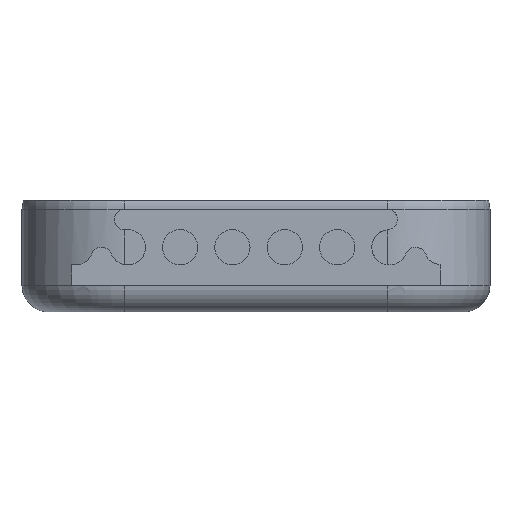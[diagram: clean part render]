
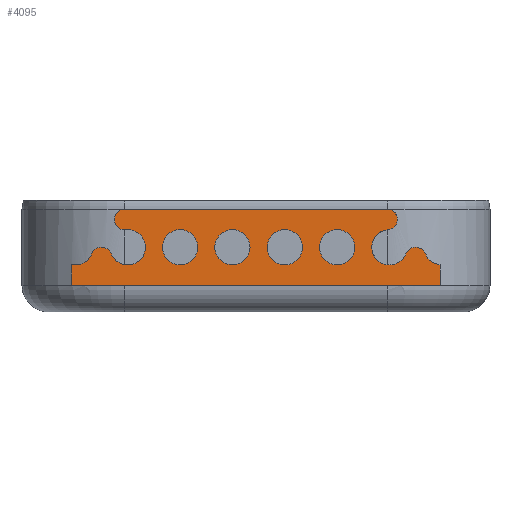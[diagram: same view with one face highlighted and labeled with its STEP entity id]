
A CAD part, front view. The second image highlights one B-rep face of the part: STEP entity #4095.
In plain terms, the highlighted planar face has unit normal (0, -1, 0).
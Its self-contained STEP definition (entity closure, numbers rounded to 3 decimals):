
#1539=CARTESIAN_POINT('',(53.322,-17.9,-0.897));
#1540=VERTEX_POINT('',#1539);
#1557=CARTESIAN_POINT('',(53.322,-17.9,-1.6));
#1558=VERTEX_POINT('',#1557);
#1559=CARTESIAN_POINT('',(53.322,-17.9,-1.6));
#1560=DIRECTION('',(-0.,-0.,1.));
#1561=VECTOR('',#1560,0.703);
#1562=LINE('',#1559,#1561);
#1563=EDGE_CURVE('',#1558,#1540,#1562,.T.);
#1674=CARTESIAN_POINT('',(40.787,-17.9,-1.6));
#1675=VERTEX_POINT('',#1674);
#1683=CARTESIAN_POINT('',(40.787,-17.9,-0.888));
#1684=VERTEX_POINT('',#1683);
#1685=CARTESIAN_POINT('',(40.787,-17.9,-0.888));
#1686=DIRECTION('',(0.,0.,-1.));
#1687=VECTOR('',#1686,0.712);
#1688=LINE('',#1685,#1687);
#1689=EDGE_CURVE('',#1684,#1675,#1688,.T.);
#3870=CARTESIAN_POINT('',(0.,-17.9,0.));
#3871=DIRECTION('',(0.,1.,0.));
#3872=DIRECTION('',(1.,0.,0.));
#3873=AXIS2_PLACEMENT_3D('',#3870,#3871,#3872);
#3874=PLANE('',#3873);
#3875=ORIENTED_EDGE('',*,*,#1563,.T.);
#3876=CARTESIAN_POINT('',(52.824,-17.9,-0.521));
#3877=VERTEX_POINT('',#3876);
#3878=CARTESIAN_POINT('',(53.382,-17.9,-0.3));
#3879=DIRECTION('',(0.,-1.,0.));
#3880=DIRECTION('',(0.,0.,-1.));
#3881=AXIS2_PLACEMENT_3D('',#3878,#3879,#3880);
#3882=CIRCLE('',#3881,0.6);
#3883=EDGE_CURVE('',#3877,#1540,#3882,.T.);
#3884=ORIENTED_EDGE('',*,*,#3883,.F.);
#3885=CARTESIAN_POINT('',(52.499,-17.9,-0.3));
#3886=VERTEX_POINT('',#3885);
#3887=CARTESIAN_POINT('',(52.499,-17.9,-0.65));
#3888=DIRECTION('',(0.,1.,0.));
#3889=DIRECTION('',(0.,-0.,1.));
#3890=AXIS2_PLACEMENT_3D('',#3887,#3888,#3889);
#3891=CIRCLE('',#3890,0.35);
#3892=EDGE_CURVE('',#3886,#3877,#3891,.T.);
#3893=ORIENTED_EDGE('',*,*,#3892,.F.);
#3894=CARTESIAN_POINT('',(52.482,-17.9,-0.3));
#3895=VERTEX_POINT('',#3894);
#3896=CARTESIAN_POINT('',(52.482,-17.9,-0.3));
#3897=DIRECTION('',(1.,0.,-0.));
#3898=VECTOR('',#3897,0.016);
#3899=LINE('',#3896,#3898);
#3900=EDGE_CURVE('',#3895,#3886,#3899,.T.);
#3901=ORIENTED_EDGE('',*,*,#3900,.F.);
#3902=CARTESIAN_POINT('',(52.157,-17.9,-0.521));
#3903=VERTEX_POINT('',#3902);
#3904=CARTESIAN_POINT('',(52.482,-17.9,-0.65));
#3905=DIRECTION('',(0.,1.,0.));
#3906=DIRECTION('',(0.,-0.,1.));
#3907=AXIS2_PLACEMENT_3D('',#3904,#3905,#3906);
#3908=CIRCLE('',#3907,0.35);
#3909=EDGE_CURVE('',#3903,#3895,#3908,.T.);
#3910=ORIENTED_EDGE('',*,*,#3909,.F.);
#3911=CARTESIAN_POINT('',(51.549,-17.9,0.298));
#3912=VERTEX_POINT('',#3911);
#3913=CARTESIAN_POINT('',(51.599,-17.9,-0.3));
#3914=DIRECTION('',(0.,-1.,0.));
#3915=DIRECTION('',(0.,0.,-1.));
#3916=AXIS2_PLACEMENT_3D('',#3913,#3914,#3915);
#3917=CIRCLE('',#3916,0.6);
#3918=EDGE_CURVE('',#3912,#3903,#3917,.T.);
#3919=ORIENTED_EDGE('',*,*,#3918,.F.);
#3920=CARTESIAN_POINT('',(51.519,-17.9,1.));
#3921=VERTEX_POINT('',#3920);
#3922=CARTESIAN_POINT('',(51.519,-17.9,0.648));
#3923=DIRECTION('',(0.,-1.,0.));
#3924=DIRECTION('',(0.,0.,-1.));
#3925=AXIS2_PLACEMENT_3D('',#3922,#3923,#3924);
#3926=CIRCLE('',#3925,0.352);
#3927=EDGE_CURVE('',#3912,#3921,#3926,.T.);
#3928=ORIENTED_EDGE('',*,*,#3927,.T.);
#3929=CARTESIAN_POINT('',(42.59,-17.9,1.));
#3930=VERTEX_POINT('',#3929);
#3931=CARTESIAN_POINT('',(51.519,-17.9,1.));
#3932=DIRECTION('',(-1.,0.,0.));
#3933=VECTOR('',#3932,8.93);
#3934=LINE('',#3931,#3933);
#3935=EDGE_CURVE('',#3921,#3930,#3934,.T.);
#3936=ORIENTED_EDGE('',*,*,#3935,.T.);
#3937=CARTESIAN_POINT('',(42.59,-17.9,0.295));
#3938=VERTEX_POINT('',#3937);
#3939=CARTESIAN_POINT('',(42.59,-17.9,0.647));
#3940=DIRECTION('',(0.,-1.,0.));
#3941=DIRECTION('',(0.,0.,-1.));
#3942=AXIS2_PLACEMENT_3D('',#3939,#3940,#3941);
#3943=CIRCLE('',#3942,0.353);
#3944=EDGE_CURVE('',#3930,#3938,#3943,.T.);
#3945=ORIENTED_EDGE('',*,*,#3944,.T.);
#3946=CARTESIAN_POINT('',(42.626,-17.9,0.297));
#3947=VERTEX_POINT('',#3946);
#3948=CARTESIAN_POINT('',(42.59,-17.9,0.647));
#3949=DIRECTION('',(0.,-1.,0.));
#3950=DIRECTION('',(0.,0.,-1.));
#3951=AXIS2_PLACEMENT_3D('',#3948,#3949,#3950);
#3952=CIRCLE('',#3951,0.353);
#3953=EDGE_CURVE('',#3938,#3947,#3952,.T.);
#3954=ORIENTED_EDGE('',*,*,#3953,.T.);
#3955=CARTESIAN_POINT('',(42.687,-17.9,0.3));
#3956=VERTEX_POINT('',#3955);
#3957=CARTESIAN_POINT('',(42.687,-17.9,-0.3));
#3958=DIRECTION('',(0.,-1.,0.));
#3959=DIRECTION('',(0.,0.,-1.));
#3960=AXIS2_PLACEMENT_3D('',#3957,#3958,#3959);
#3961=CIRCLE('',#3960,0.6);
#3962=EDGE_CURVE('',#3956,#3947,#3961,.T.);
#3963=ORIENTED_EDGE('',*,*,#3962,.F.);
#3964=CARTESIAN_POINT('',(42.129,-17.9,-0.521));
#3965=VERTEX_POINT('',#3964);
#3966=CARTESIAN_POINT('',(42.687,-17.9,-0.3));
#3967=DIRECTION('',(0.,-1.,0.));
#3968=DIRECTION('',(0.,0.,-1.));
#3969=AXIS2_PLACEMENT_3D('',#3966,#3967,#3968);
#3970=CIRCLE('',#3969,0.6);
#3971=EDGE_CURVE('',#3965,#3956,#3970,.T.);
#3972=ORIENTED_EDGE('',*,*,#3971,.F.);
#3973=CARTESIAN_POINT('',(41.804,-17.9,-0.3));
#3974=VERTEX_POINT('',#3973);
#3975=CARTESIAN_POINT('',(41.804,-17.9,-0.65));
#3976=DIRECTION('',(0.,1.,0.));
#3977=DIRECTION('',(0.,-0.,1.));
#3978=AXIS2_PLACEMENT_3D('',#3975,#3976,#3977);
#3979=CIRCLE('',#3978,0.35);
#3980=EDGE_CURVE('',#3974,#3965,#3979,.T.);
#3981=ORIENTED_EDGE('',*,*,#3980,.F.);
#3982=CARTESIAN_POINT('',(41.788,-17.9,-0.3));
#3983=VERTEX_POINT('',#3982);
#3984=CARTESIAN_POINT('',(41.788,-17.9,-0.3));
#3985=DIRECTION('',(1.,0.,-0.));
#3986=VECTOR('',#3985,0.016);
#3987=LINE('',#3984,#3986);
#3988=EDGE_CURVE('',#3983,#3974,#3987,.T.);
#3989=ORIENTED_EDGE('',*,*,#3988,.F.);
#3990=CARTESIAN_POINT('',(41.463,-17.9,-0.521));
#3991=VERTEX_POINT('',#3990);
#3992=CARTESIAN_POINT('',(41.788,-17.9,-0.65));
#3993=DIRECTION('',(0.,1.,0.));
#3994=DIRECTION('',(0.,-0.,1.));
#3995=AXIS2_PLACEMENT_3D('',#3992,#3993,#3994);
#3996=CIRCLE('',#3995,0.35);
#3997=EDGE_CURVE('',#3991,#3983,#3996,.T.);
#3998=ORIENTED_EDGE('',*,*,#3997,.F.);
#3999=CARTESIAN_POINT('',(40.905,-17.9,-0.3));
#4000=DIRECTION('',(0.,-1.,0.));
#4001=DIRECTION('',(0.,0.,-1.));
#4002=AXIS2_PLACEMENT_3D('',#3999,#4000,#4001);
#4003=CIRCLE('',#4002,0.6);
#4004=EDGE_CURVE('',#1684,#3991,#4003,.T.);
#4005=ORIENTED_EDGE('',*,*,#4004,.F.);
#4006=ORIENTED_EDGE('',*,*,#1689,.T.);
#4007=CARTESIAN_POINT('',(40.787,-17.9,-1.6));
#4008=DIRECTION('',(1.,0.,-0.));
#4009=VECTOR('',#4008,12.535);
#4010=LINE('',#4007,#4009);
#4011=EDGE_CURVE('',#1675,#1558,#4010,.T.);
#4012=ORIENTED_EDGE('',*,*,#4011,.T.);
#4013=EDGE_LOOP('',(#3875,#3884,#3893,#3901,#3910,#3919,#3928,#3936,#3945,#3954,#3963,#3972,#3981,#3989,#3998,#4005,#4006,#4012));
#4014=FACE_BOUND('',#4013,.T.);
#4015=CARTESIAN_POINT('',(49.817,-17.9,0.3));
#4016=VERTEX_POINT('',#4015);
#4017=CARTESIAN_POINT('',(49.817,-17.9,-0.9));
#4018=VERTEX_POINT('',#4017);
#4019=CARTESIAN_POINT('',(49.817,-17.9,-0.3));
#4020=DIRECTION('',(0.,-1.,0.));
#4021=DIRECTION('',(0.,0.,-1.));
#4022=AXIS2_PLACEMENT_3D('',#4019,#4020,#4021);
#4023=CIRCLE('',#4022,0.6);
#4024=EDGE_CURVE('',#4016,#4018,#4023,.T.);
#4025=ORIENTED_EDGE('',*,*,#4024,.F.);
#4026=CARTESIAN_POINT('',(49.817,-17.9,-0.3));
#4027=DIRECTION('',(0.,-1.,0.));
#4028=DIRECTION('',(0.,0.,-1.));
#4029=AXIS2_PLACEMENT_3D('',#4026,#4027,#4028);
#4030=CIRCLE('',#4029,0.6);
#4031=EDGE_CURVE('',#4018,#4016,#4030,.T.);
#4032=ORIENTED_EDGE('',*,*,#4031,.F.);
#4033=EDGE_LOOP('',(#4025,#4032));
#4034=FACE_BOUND('',#4033,.T.);
#4035=CARTESIAN_POINT('',(48.034,-17.9,0.3));
#4036=VERTEX_POINT('',#4035);
#4037=CARTESIAN_POINT('',(48.034,-17.9,-0.9));
#4038=VERTEX_POINT('',#4037);
#4039=CARTESIAN_POINT('',(48.034,-17.9,-0.3));
#4040=DIRECTION('',(0.,-1.,0.));
#4041=DIRECTION('',(0.,0.,-1.));
#4042=AXIS2_PLACEMENT_3D('',#4039,#4040,#4041);
#4043=CIRCLE('',#4042,0.6);
#4044=EDGE_CURVE('',#4036,#4038,#4043,.T.);
#4045=ORIENTED_EDGE('',*,*,#4044,.F.);
#4046=CARTESIAN_POINT('',(48.034,-17.9,-0.3));
#4047=DIRECTION('',(0.,-1.,0.));
#4048=DIRECTION('',(0.,0.,-1.));
#4049=AXIS2_PLACEMENT_3D('',#4046,#4047,#4048);
#4050=CIRCLE('',#4049,0.6);
#4051=EDGE_CURVE('',#4038,#4036,#4050,.T.);
#4052=ORIENTED_EDGE('',*,*,#4051,.F.);
#4053=EDGE_LOOP('',(#4045,#4052));
#4054=FACE_BOUND('',#4053,.T.);
#4055=CARTESIAN_POINT('',(46.252,-17.9,0.3));
#4056=VERTEX_POINT('',#4055);
#4057=CARTESIAN_POINT('',(46.252,-17.9,-0.9));
#4058=VERTEX_POINT('',#4057);
#4059=CARTESIAN_POINT('',(46.252,-17.9,-0.3));
#4060=DIRECTION('',(0.,-1.,0.));
#4061=DIRECTION('',(0.,0.,-1.));
#4062=AXIS2_PLACEMENT_3D('',#4059,#4060,#4061);
#4063=CIRCLE('',#4062,0.6);
#4064=EDGE_CURVE('',#4056,#4058,#4063,.T.);
#4065=ORIENTED_EDGE('',*,*,#4064,.F.);
#4066=CARTESIAN_POINT('',(46.252,-17.9,-0.3));
#4067=DIRECTION('',(0.,-1.,0.));
#4068=DIRECTION('',(0.,0.,-1.));
#4069=AXIS2_PLACEMENT_3D('',#4066,#4067,#4068);
#4070=CIRCLE('',#4069,0.6);
#4071=EDGE_CURVE('',#4058,#4056,#4070,.T.);
#4072=ORIENTED_EDGE('',*,*,#4071,.F.);
#4073=EDGE_LOOP('',(#4065,#4072));
#4074=FACE_BOUND('',#4073,.T.);
#4075=CARTESIAN_POINT('',(44.47,-17.9,0.3));
#4076=VERTEX_POINT('',#4075);
#4077=CARTESIAN_POINT('',(44.47,-17.9,-0.9));
#4078=VERTEX_POINT('',#4077);
#4079=CARTESIAN_POINT('',(44.47,-17.9,-0.3));
#4080=DIRECTION('',(0.,-1.,0.));
#4081=DIRECTION('',(0.,0.,-1.));
#4082=AXIS2_PLACEMENT_3D('',#4079,#4080,#4081);
#4083=CIRCLE('',#4082,0.6);
#4084=EDGE_CURVE('',#4076,#4078,#4083,.T.);
#4085=ORIENTED_EDGE('',*,*,#4084,.F.);
#4086=CARTESIAN_POINT('',(44.47,-17.9,-0.3));
#4087=DIRECTION('',(0.,-1.,0.));
#4088=DIRECTION('',(0.,0.,-1.));
#4089=AXIS2_PLACEMENT_3D('',#4086,#4087,#4088);
#4090=CIRCLE('',#4089,0.6);
#4091=EDGE_CURVE('',#4078,#4076,#4090,.T.);
#4092=ORIENTED_EDGE('',*,*,#4091,.F.);
#4093=EDGE_LOOP('',(#4085,#4092));
#4094=FACE_BOUND('',#4093,.T.);
#4095=ADVANCED_FACE('',(#4014,#4034,#4054,#4074,#4094),#3874,.F.);
